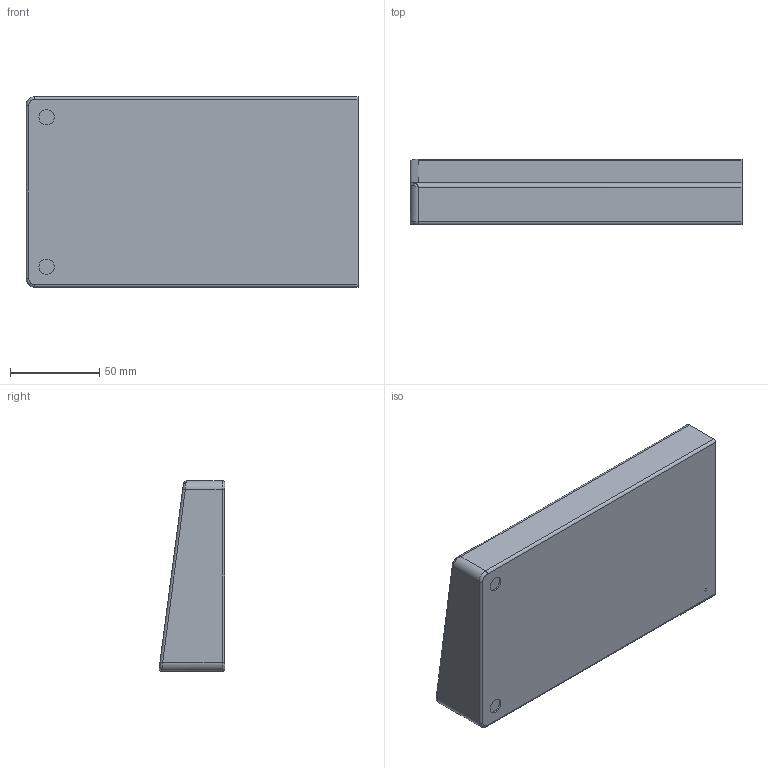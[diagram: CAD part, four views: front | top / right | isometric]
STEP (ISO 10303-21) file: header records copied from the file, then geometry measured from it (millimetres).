
FILE_DESCRIPTION (( 'STEP AP214' ), '1' );
FILE_NAME ('case-left-half.STEP', '2021-06-25T23:06:58', ( '' ), ( '' ), 'SwSTEP 2.0', 'SolidWorks 2020', '' );
FILE_SCHEMA (( 'AUTOMOTIVE_DESIGN' ));
Length unit declared in the file: millimetre
Products named in the file (1): case-left-half
Bounding box: 185.97 x 36.79 x 106.75 mm (x, y, z)
Volume: 124240.4 mm3; surface area: 69416.5 mm2
Topology: 1 solids, 1 shells, 132 faces, 327 edges, 211 vertices
Faces by surface type: plane 86, cylinder 33, bspline 9, torus 4
Entity records: 4286 total; most frequent: CARTESIAN_POINT 1154, ORIENTED_EDGE 652, DIRECTION 620, EDGE_CURVE 326, LINE 238, VECTOR 238, VERTEX_POINT 211, AXIS2_PLACEMENT_3D 191
